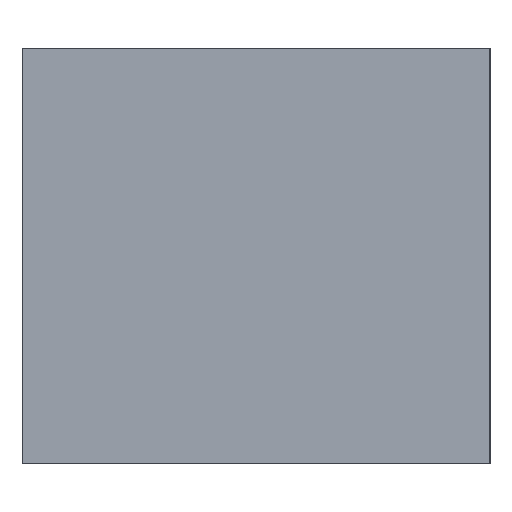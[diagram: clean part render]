
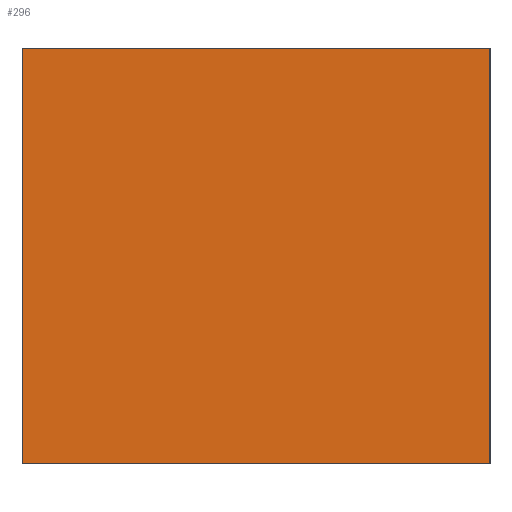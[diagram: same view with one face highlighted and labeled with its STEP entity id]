
A CAD part, left-side view. The second image highlights one B-rep face of the part: STEP entity #296.
In plain terms, the highlighted planar face has unit normal (-1, 0, 0).
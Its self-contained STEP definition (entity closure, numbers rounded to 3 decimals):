
#60=PLANE('',#380);
#76=FACE_OUTER_BOUND('',#96,.T.);
#96=EDGE_LOOP('',(#240,#241,#242,#243));
#113=LINE('',#543,#138);
#114=LINE('',#545,#139);
#115=LINE('',#547,#140);
#116=LINE('',#548,#141);
#138=VECTOR('',#432,10.);
#139=VECTOR('',#433,10.);
#140=VECTOR('',#434,10.);
#141=VECTOR('',#435,10.);
#171=VERTEX_POINT('',#541);
#172=VERTEX_POINT('',#542);
#173=VERTEX_POINT('',#544);
#174=VERTEX_POINT('',#546);
#199=EDGE_CURVE('',#171,#172,#113,.T.);
#200=EDGE_CURVE('',#172,#173,#114,.T.);
#201=EDGE_CURVE('',#173,#174,#115,.T.);
#202=EDGE_CURVE('',#174,#171,#116,.T.);
#240=ORIENTED_EDGE('',*,*,#199,.T.);
#241=ORIENTED_EDGE('',*,*,#200,.T.);
#242=ORIENTED_EDGE('',*,*,#201,.T.);
#243=ORIENTED_EDGE('',*,*,#202,.T.);
#296=ADVANCED_FACE('',(#76),#60,.T.);
#380=AXIS2_PLACEMENT_3D('',#540,#430,#431);
#430=DIRECTION('center_axis',(-1.,0.,0.));
#431=DIRECTION('ref_axis',(0.,0.,1.));
#432=DIRECTION('',(0.,0.,-1.));
#433=DIRECTION('',(0.,-1.,0.));
#434=DIRECTION('',(0.,0.,1.));
#435=DIRECTION('',(0.,1.,0.));
#540=CARTESIAN_POINT('Origin',(-500.,0.,0.));
#541=CARTESIAN_POINT('',(-500.,90.,80.));
#542=CARTESIAN_POINT('',(-500.,90.,-80.));
#543=CARTESIAN_POINT('',(-500.,90.,-80.));
#544=CARTESIAN_POINT('',(-500.,-90.,-80.));
#545=CARTESIAN_POINT('',(-500.,-90.,-80.));
#546=CARTESIAN_POINT('',(-500.,-90.,80.));
#547=CARTESIAN_POINT('',(-500.,-90.,80.));
#548=CARTESIAN_POINT('',(-500.,90.,80.));
